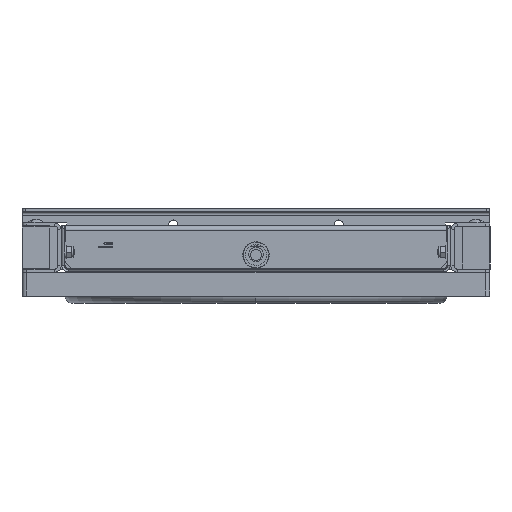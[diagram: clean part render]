
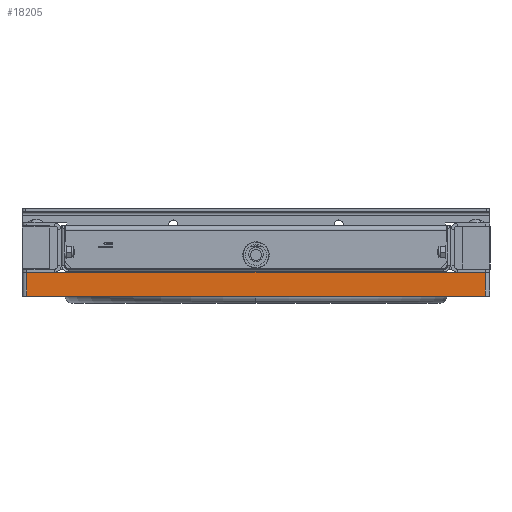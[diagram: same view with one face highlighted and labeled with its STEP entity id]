
A CAD part, front view. The second image highlights one B-rep face of the part: STEP entity #18205.
In plain terms, the highlighted planar face has unit normal (0, -1, 0).
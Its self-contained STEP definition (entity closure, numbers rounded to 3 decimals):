
#227 = EDGE_CURVE ( 'NONE', #47634, #22405, #18774, .T. ) ;
#2096 = DIRECTION ( 'NONE',  ( 0., 0., -1. ) ) ;
#2298 = PLANE ( 'NONE',  #26280 ) ;
#3750 = CARTESIAN_POINT ( 'NONE',  ( 288., 0., 0. ) ) ;
#7483 = DIRECTION ( 'NONE',  ( -1., 0., 0. ) ) ;
#14083 = CARTESIAN_POINT ( 'NONE',  ( 294., 0., 30. ) ) ;
#14386 = ORIENTED_EDGE ( 'NONE', *, *, #46559, .F. ) ;
#14623 = DIRECTION ( 'NONE',  ( 1., 0., 0. ) ) ;
#14875 = DIRECTION ( 'NONE',  ( -1., 0., 0. ) ) ;
#18205 = ADVANCED_FACE ( 'NONE', ( #44147 ), #2298, .T. ) ;
#18774 = LINE ( 'NONE', #36015, #42073 ) ;
#19370 = ORIENTED_EDGE ( 'NONE', *, *, #28305, .T. ) ;
#19565 = ORIENTED_EDGE ( 'NONE', *, *, #227, .T. ) ;
#22405 = VERTEX_POINT ( 'NONE', #51955 ) ;
#22887 = ORIENTED_EDGE ( 'NONE', *, *, #31389, .T. ) ;
#23082 = CARTESIAN_POINT ( 'NONE',  ( 294., 0., 30. ) ) ;
#23103 = LINE ( 'NONE', #45762, #37607 ) ;
#26280 = AXIS2_PLACEMENT_3D ( 'NONE', #14083, #52348, #14623 ) ;
#26564 = LINE ( 'NONE', #43242, #40278 ) ;
#28305 = EDGE_CURVE ( 'NONE', #30958, #32836, #26564, .T. ) ;
#30958 = VERTEX_POINT ( 'NONE', #3750 ) ;
#31389 = EDGE_CURVE ( 'NONE', #32836, #47634, #40011, .T. ) ;
#32602 = VECTOR ( 'NONE', #14875, 1000. ) ;
#32836 = VERTEX_POINT ( 'NONE', #40237 ) ;
#33717 = CARTESIAN_POINT ( 'NONE',  ( -288., 0., 30. ) ) ;
#36015 = CARTESIAN_POINT ( 'NONE',  ( -288., 0., 30. ) ) ;
#37607 = VECTOR ( 'NONE', #7483, 1000. ) ;
#39141 = DIRECTION ( 'NONE',  ( 0., 0., 1. ) ) ;
#40011 = LINE ( 'NONE', #23082, #32602 ) ;
#40123 = EDGE_LOOP ( 'NONE', ( #14386, #19370, #22887, #19565 ) ) ;
#40237 = CARTESIAN_POINT ( 'NONE',  ( 288., 0., 30. ) ) ;
#40278 = VECTOR ( 'NONE', #39141, 1000. ) ;
#42073 = VECTOR ( 'NONE', #2096, 1000. ) ;
#43242 = CARTESIAN_POINT ( 'NONE',  ( 288., 0., 30. ) ) ;
#44147 = FACE_OUTER_BOUND ( 'NONE', #40123, .T. ) ;
#45762 = CARTESIAN_POINT ( 'NONE',  ( 294., 0., 0. ) ) ;
#46559 = EDGE_CURVE ( 'NONE', #30958, #22405, #23103, .T. ) ;
#47634 = VERTEX_POINT ( 'NONE', #33717 ) ;
#51955 = CARTESIAN_POINT ( 'NONE',  ( -288., 0., 0. ) ) ;
#52348 = DIRECTION ( 'NONE',  ( 0., -1., 0. ) ) ;
